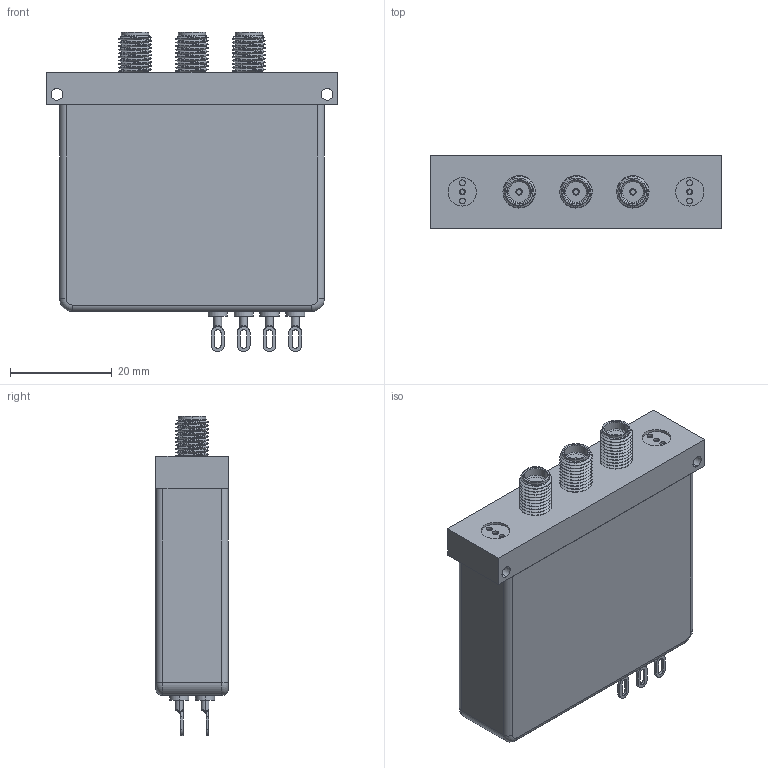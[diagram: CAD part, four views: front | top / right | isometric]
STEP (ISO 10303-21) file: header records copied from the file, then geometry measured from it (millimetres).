
FILE_DESCRIPTION (( 'STEP AP214' ), '1' );
FILE_NAME ('FMSW6471.step', '2021-02-25T21:32:08', ( '' ), ( '' ), 'SwSTEP 2.0', 'SolidWorks 2018', '' );
FILE_SCHEMA (( 'AUTOMOTIVE_DESIGN' ));
Length unit declared in the file: inch
Products named in the file (1): FMSW6471
Bounding box: 57.15 x 14.28 x 62.74 mm (x, y, z)
Volume: 35685.7 mm3; surface area: 9127.4 mm2
Topology: 1 solids, 1 shells, 887 faces, 2370 edges, 1553 vertices
Faces by surface type: plane 430, cylinder 216, bspline 210, cone 27, torus 4
Entity records: 39320 total; most frequent: CARTESIAN_POINT 18863, ORIENTED_EDGE 4712, DIRECTION 3445, EDGE_CURVE 2356, VERTEX_POINT 1553, VECTOR 1395, LINE 1395, AXIS2_PLACEMENT_3D 1025
